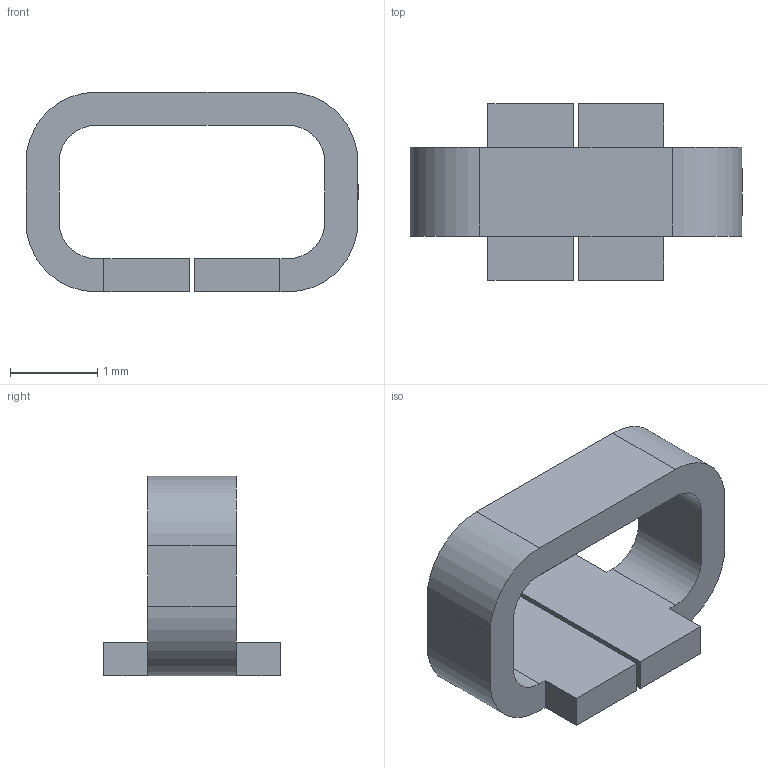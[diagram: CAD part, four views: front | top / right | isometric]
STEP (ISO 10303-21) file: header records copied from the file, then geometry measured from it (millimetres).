
FILE_DESCRIPTION (( 'STEP AP214' ), '1' );
FILE_NAME ('CONN-SMD_5019.step', '2022-08-01T04:32:05', ( '' ), ( '' ), 'SwSTEP 2.0', 'SolidWorks 2020', '' );
FILE_SCHEMA (( 'AUTOMOTIVE_DESIGN' ));
Length unit declared in the file: millimetre
Products named in the file (1): CONN-SMD_5019
Bounding box: 3.81 x 2.03 x 2.29 mm (x, y, z)
Volume: 4.5 mm3; surface area: 33.7 mm2
Topology: 14 solids, 14 shells, 371 faces, 1008 edges, 672 vertices
Faces by surface type: plane 228, bspline 135, cylinder 8
Entity records: 16380 total; most frequent: CARTESIAN_POINT 5211, ORIENTED_EDGE 2016, DIRECTION 1224, EDGE_CURVE 1008, LINE 718, VECTOR 718, VERTEX_POINT 672, EDGE_LOOP 390
